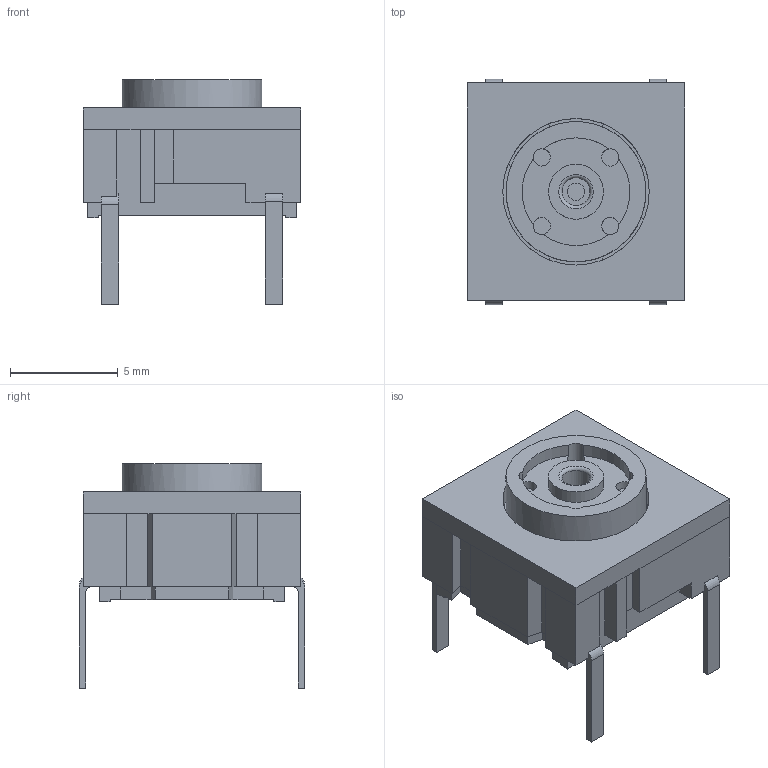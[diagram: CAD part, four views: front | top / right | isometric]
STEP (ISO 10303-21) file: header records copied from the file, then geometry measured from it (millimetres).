
FILE_DESCRIPTION(/* description */ (''),/* implementation_level */ '2;1');
FILE_NAME(/* name */ 'TL6200XxF300QP.stp',/* time_stamp */ '2025-06-04T12:35:42-05:00',/* author */ ('mroman'),/* organization */ (''),/* preprocessor_version */ 'ST-DEVELOPER v18.1',/* originating_system */ 'Autodesk Inventor 2022',/* authorisation */ '');
FILE_SCHEMA (('AUTOMOTIVE_DESIGN { 1 0 10303 214 3 1 1 }'));
Length unit declared in the file: centimetre
Products named in the file (1): TL6200XxF300QP
Bounding box: 10.1 x 10.46 x 10.4 mm (x, y, z)
Volume: 433.5 mm3; surface area: 859.9 mm2
Topology: 1 solids, 7 shells, 259 faces, 702 edges, 457 vertices
Faces by surface type: plane 195, cylinder 56, cone 7, torus 1
Full cylindrical faces by diameter (mm): 0.8 x9, 1 x4, 1.3 x1, 1.6 x1, 2.55 x1, 3 x1, 4.9 x1, 5.2 x1, 6.4 x1, 6.5 x1, 6.8 x1, 7 x2
Entity records: 8173 total; most frequent: CARTESIAN_POINT 1419, ORIENTED_EDGE 1404, DIRECTION 1404, EDGE_CURVE 702, LINE 520, VECTOR 520, VERTEX_POINT 457, AXIS2_PLACEMENT_3D 442
